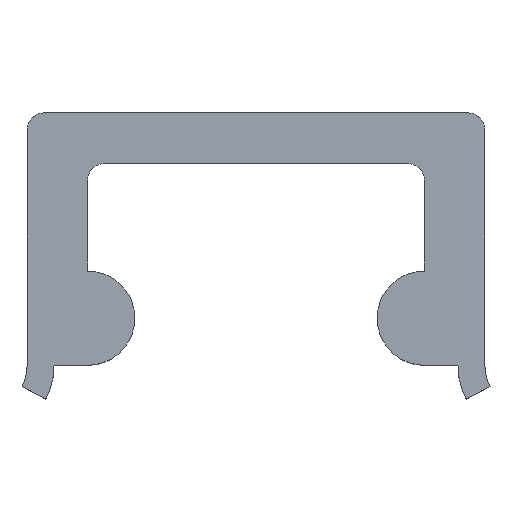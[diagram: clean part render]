
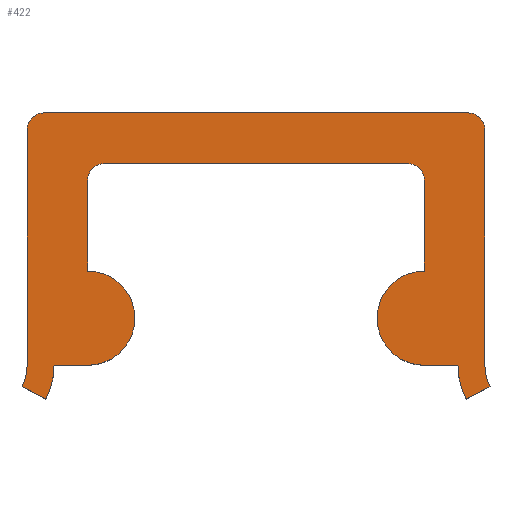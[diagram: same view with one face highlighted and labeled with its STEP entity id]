
A CAD part, top view. The second image highlights one B-rep face of the part: STEP entity #422.
In plain terms, the highlighted planar face has unit normal (0, 0, 1).
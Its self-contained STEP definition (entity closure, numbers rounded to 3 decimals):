
#26=PLANE('',#487);
#48=FACE_OUTER_BOUND('',#70,.T.);
#70=EDGE_LOOP('',(#371,#372,#373,#374,#375,#376,#377,#378,#379,#380,#381,
#382,#383,#384,#385,#386,#387,#388,#389,#390));
#83=LINE('',#664,#123);
#89=LINE('',#679,#129);
#92=LINE('',#688,#132);
#95=LINE('',#696,#135);
#98=LINE('',#704,#138);
#101=LINE('',#711,#141);
#102=LINE('',#714,#142);
#105=LINE('',#722,#145);
#108=LINE('',#730,#148);
#110=LINE('',#735,#150);
#123=VECTOR('',#530,10.);
#129=VECTOR('',#546,10.);
#132=VECTOR('',#555,10.);
#135=VECTOR('',#564,10.);
#138=VECTOR('',#573,10.);
#141=VECTOR('',#582,10.);
#142=VECTOR('',#585,10.);
#145=VECTOR('',#594,10.);
#148=VECTOR('',#603,10.);
#150=VECTOR('',#611,10.);
#151=CIRCLE('',#447,0.5);
#162=CIRCLE('',#461,0.5);
#163=CIRCLE('',#463,0.5);
#164=CIRCLE('',#466,0.5);
#165=CIRCLE('',#469,1.4);
#166=CIRCLE('',#472,2.2);
#167=CIRCLE('',#475,1.4);
#168=CIRCLE('',#479,1.4);
#169=CIRCLE('',#482,2.2);
#170=CIRCLE('',#485,1.4);
#171=VERTEX_POINT('',#616);
#172=VERTEX_POINT('',#617);
#193=VERTEX_POINT('',#663);
#194=VERTEX_POINT('',#667);
#195=VERTEX_POINT('',#671);
#196=VERTEX_POINT('',#673);
#197=VERTEX_POINT('',#677);
#198=VERTEX_POINT('',#681);
#199=VERTEX_POINT('',#682);
#200=VERTEX_POINT('',#687);
#201=VERTEX_POINT('',#691);
#202=VERTEX_POINT('',#695);
#203=VERTEX_POINT('',#699);
#204=VERTEX_POINT('',#703);
#205=VERTEX_POINT('',#707);
#206=VERTEX_POINT('',#713);
#207=VERTEX_POINT('',#717);
#208=VERTEX_POINT('',#721);
#209=VERTEX_POINT('',#725);
#210=VERTEX_POINT('',#729);
#211=EDGE_CURVE('',#171,#172,#151,.T.);
#234=EDGE_CURVE('',#193,#172,#83,.T.);
#236=EDGE_CURVE('',#193,#194,#162,.T.);
#239=EDGE_CURVE('',#195,#196,#163,.T.);
#242=EDGE_CURVE('',#195,#197,#89,.T.);
#243=EDGE_CURVE('',#198,#199,#164,.T.);
#246=EDGE_CURVE('',#200,#199,#92,.T.);
#248=EDGE_CURVE('',#201,#200,#165,.T.);
#250=EDGE_CURVE('',#202,#201,#95,.T.);
#252=EDGE_CURVE('',#203,#202,#166,.T.);
#254=EDGE_CURVE('',#204,#203,#98,.T.);
#256=EDGE_CURVE('',#205,#204,#167,.T.);
#258=EDGE_CURVE('',#171,#205,#101,.T.);
#259=EDGE_CURVE('',#206,#194,#102,.T.);
#261=EDGE_CURVE('',#207,#206,#168,.T.);
#263=EDGE_CURVE('',#208,#207,#105,.T.);
#265=EDGE_CURVE('',#209,#208,#169,.T.);
#267=EDGE_CURVE('',#210,#209,#108,.T.);
#269=EDGE_CURVE('',#197,#210,#170,.T.);
#270=EDGE_CURVE('',#198,#196,#110,.T.);
#371=ORIENTED_EDGE('',*,*,#211,.F.);
#372=ORIENTED_EDGE('',*,*,#258,.T.);
#373=ORIENTED_EDGE('',*,*,#256,.T.);
#374=ORIENTED_EDGE('',*,*,#254,.T.);
#375=ORIENTED_EDGE('',*,*,#252,.T.);
#376=ORIENTED_EDGE('',*,*,#250,.T.);
#377=ORIENTED_EDGE('',*,*,#248,.T.);
#378=ORIENTED_EDGE('',*,*,#246,.T.);
#379=ORIENTED_EDGE('',*,*,#243,.F.);
#380=ORIENTED_EDGE('',*,*,#270,.T.);
#381=ORIENTED_EDGE('',*,*,#239,.F.);
#382=ORIENTED_EDGE('',*,*,#242,.T.);
#383=ORIENTED_EDGE('',*,*,#269,.T.);
#384=ORIENTED_EDGE('',*,*,#267,.T.);
#385=ORIENTED_EDGE('',*,*,#265,.T.);
#386=ORIENTED_EDGE('',*,*,#263,.T.);
#387=ORIENTED_EDGE('',*,*,#261,.T.);
#388=ORIENTED_EDGE('',*,*,#259,.T.);
#389=ORIENTED_EDGE('',*,*,#236,.F.);
#390=ORIENTED_EDGE('',*,*,#234,.T.);
#422=ADVANCED_FACE('',(#48),#26,.T.);
#447=AXIS2_PLACEMENT_3D('',#618,#492,#493);
#461=AXIS2_PLACEMENT_3D('',#668,#534,#535);
#463=AXIS2_PLACEMENT_3D('',#674,#540,#541);
#466=AXIS2_PLACEMENT_3D('',#683,#549,#550);
#469=AXIS2_PLACEMENT_3D('',#692,#559,#560);
#472=AXIS2_PLACEMENT_3D('',#700,#568,#569);
#475=AXIS2_PLACEMENT_3D('',#708,#577,#578);
#479=AXIS2_PLACEMENT_3D('',#718,#589,#590);
#482=AXIS2_PLACEMENT_3D('',#726,#598,#599);
#485=AXIS2_PLACEMENT_3D('',#733,#607,#608);
#487=AXIS2_PLACEMENT_3D('',#736,#612,#613);
#492=DIRECTION('center_axis',(0.,0.,-1.));
#493=DIRECTION('ref_axis',(-0.707,0.707,0.));
#530=DIRECTION('',(-1.,0.,0.));
#534=DIRECTION('center_axis',(0.,0.,-1.));
#535=DIRECTION('ref_axis',(0.707,0.707,0.));
#540=DIRECTION('center_axis',(0.,0.,1.));
#541=DIRECTION('ref_axis',(0.707,0.707,0.));
#546=DIRECTION('',(0.,-1.,0.));
#549=DIRECTION('center_axis',(0.,0.,1.));
#550=DIRECTION('ref_axis',(-0.707,0.707,0.));
#555=DIRECTION('',(0.,1.,0.));
#559=DIRECTION('center_axis',(0.,0.,1.));
#560=DIRECTION('ref_axis',(0.,-1.,0.));
#564=DIRECTION('',(1.,0.,0.));
#568=DIRECTION('center_axis',(0.,0.,1.));
#569=DIRECTION('ref_axis',(0.891,-0.455,0.));
#573=DIRECTION('',(0.891,-0.455,0.));
#577=DIRECTION('center_axis',(0.,0.,-1.));
#578=DIRECTION('ref_axis',(-0.891,0.455,0.));
#582=DIRECTION('',(0.,-1.,0.));
#585=DIRECTION('',(0.,1.,0.));
#589=DIRECTION('center_axis',(0.,0.,-1.));
#590=DIRECTION('ref_axis',(1.,0.,0.));
#594=DIRECTION('',(0.891,0.455,0.));
#598=DIRECTION('center_axis',(0.,0.,1.));
#599=DIRECTION('ref_axis',(-1.,0.,0.));
#603=DIRECTION('',(1.,0.,0.));
#607=DIRECTION('center_axis',(0.,0.,1.));
#608=DIRECTION('ref_axis',(0.,1.,0.));
#611=DIRECTION('',(1.,0.,0.));
#612=DIRECTION('center_axis',(0.,0.,1.));
#613=DIRECTION('ref_axis',(1.,0.,0.));
#616=CARTESIAN_POINT('',(-6.8,1.,1.));
#617=CARTESIAN_POINT('',(-6.3,1.5,1.));
#618=CARTESIAN_POINT('Origin',(-6.3,1.,1.));
#663=CARTESIAN_POINT('',(6.3,1.5,1.));
#664=CARTESIAN_POINT('',(6.8,1.5,1.));
#667=CARTESIAN_POINT('',(6.8,1.,1.));
#668=CARTESIAN_POINT('Origin',(6.3,1.,1.));
#671=CARTESIAN_POINT('',(5.,-0.5,1.));
#673=CARTESIAN_POINT('',(4.5,0.,1.));
#674=CARTESIAN_POINT('Origin',(4.5,-0.5,1.));
#677=CARTESIAN_POINT('',(5.,-3.2,1.));
#679=CARTESIAN_POINT('',(5.,0.,1.));
#681=CARTESIAN_POINT('',(-4.5,0.,1.));
#682=CARTESIAN_POINT('',(-5.,-0.5,1.));
#683=CARTESIAN_POINT('Origin',(-4.5,-0.5,1.));
#687=CARTESIAN_POINT('',(-5.,-3.2,1.));
#688=CARTESIAN_POINT('',(-5.,-3.2,1.));
#691=CARTESIAN_POINT('',(-5.,-6.,1.));
#692=CARTESIAN_POINT('Origin',(-5.,-4.6,1.));
#695=CARTESIAN_POINT('',(-6.,-6.,1.));
#696=CARTESIAN_POINT('',(-6.,-6.,1.));
#699=CARTESIAN_POINT('',(-6.24,-7.,1.));
#700=CARTESIAN_POINT('Origin',(-8.2,-6.,1.));
#703=CARTESIAN_POINT('',(-6.953,-6.636,1.));
#704=CARTESIAN_POINT('',(-6.953,-6.636,1.));
#707=CARTESIAN_POINT('',(-6.8,-6.,1.));
#708=CARTESIAN_POINT('Origin',(-8.2,-6.,1.));
#711=CARTESIAN_POINT('',(-6.8,1.5,1.));
#713=CARTESIAN_POINT('',(6.8,-6.,1.));
#714=CARTESIAN_POINT('',(6.8,-6.,1.));
#717=CARTESIAN_POINT('',(6.953,-6.636,1.));
#718=CARTESIAN_POINT('Origin',(8.2,-6.,1.));
#721=CARTESIAN_POINT('',(6.24,-7.,1.));
#722=CARTESIAN_POINT('',(6.24,-7.,1.));
#725=CARTESIAN_POINT('',(6.,-6.,1.));
#726=CARTESIAN_POINT('Origin',(8.2,-6.,1.));
#729=CARTESIAN_POINT('',(5.,-6.,1.));
#730=CARTESIAN_POINT('',(5.,-6.,1.));
#733=CARTESIAN_POINT('Origin',(5.,-4.6,1.));
#735=CARTESIAN_POINT('',(-5.,0.,1.));
#736=CARTESIAN_POINT('Origin',(0.,-2.75,1.));
